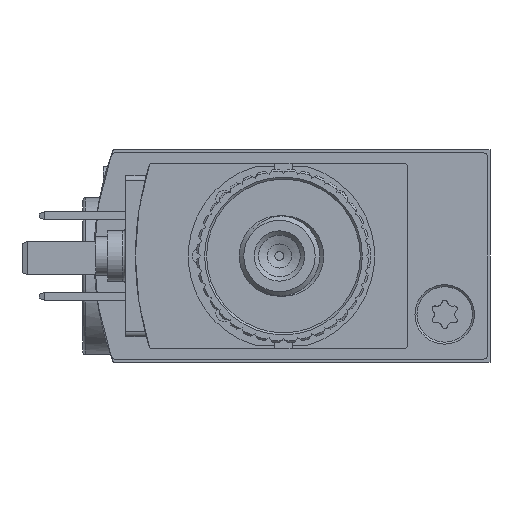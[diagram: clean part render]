
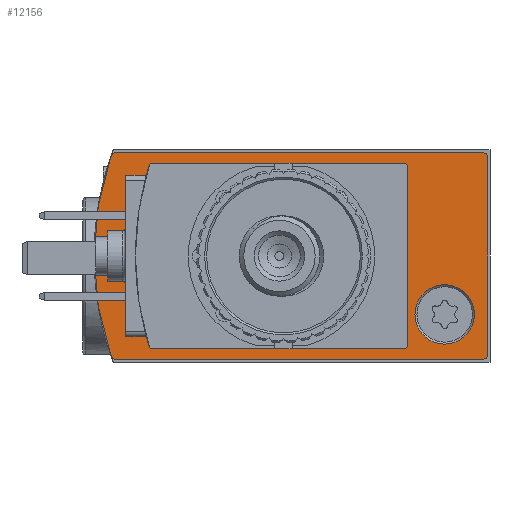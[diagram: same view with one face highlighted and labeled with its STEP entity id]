
A CAD part, left-side view. The second image highlights one B-rep face of the part: STEP entity #12156.
In plain terms, the highlighted planar face has unit normal (-1, 0, 0).
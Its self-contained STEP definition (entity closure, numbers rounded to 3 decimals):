
#825=LINE('',#20734,#1969);
#830=LINE('',#20751,#1974);
#834=LINE('',#20763,#1978);
#1969=VECTOR('',#17052,1000.);
#1974=VECTOR('',#17067,1000.);
#1978=VECTOR('',#17079,1000.);
#3800=ORIENTED_EDGE('',*,*,#6861,.F.);
#3801=ORIENTED_EDGE('',*,*,#6862,.T.);
#3802=ORIENTED_EDGE('',*,*,#6863,.T.);
#3803=ORIENTED_EDGE('',*,*,#6838,.F.);
#3804=ORIENTED_EDGE('',*,*,#6857,.F.);
#3805=ORIENTED_EDGE('',*,*,#6814,.F.);
#3806=ORIENTED_EDGE('',*,*,#6855,.F.);
#3807=ORIENTED_EDGE('',*,*,#6852,.F.);
#3808=ORIENTED_EDGE('',*,*,#6849,.F.);
#3809=ORIENTED_EDGE('',*,*,#6846,.F.);
#3810=ORIENTED_EDGE('',*,*,#6842,.F.);
#6814=EDGE_CURVE('',#8447,#8448,#9470,.T.);
#6838=EDGE_CURVE('',#8471,#8472,#825,.T.);
#6842=EDGE_CURVE('',#8472,#8475,#9479,.T.);
#6846=EDGE_CURVE('',#8475,#8478,#830,.T.);
#6849=EDGE_CURVE('',#8478,#8480,#9482,.T.);
#6852=EDGE_CURVE('',#8480,#8482,#834,.T.);
#6855=EDGE_CURVE('',#8482,#8447,#9484,.T.);
#6857=EDGE_CURVE('',#8448,#8471,#9486,.T.);
#6861=EDGE_CURVE('',#8486,#8486,#9490,.F.);
#6862=EDGE_CURVE('',#8487,#8487,#9491,.T.);
#6863=EDGE_CURVE('',#8488,#8488,#9492,.T.);
#8447=VERTEX_POINT('',#20677);
#8448=VERTEX_POINT('',#20678);
#8471=VERTEX_POINT('',#20735);
#8472=VERTEX_POINT('',#20736);
#8475=VERTEX_POINT('',#20744);
#8478=VERTEX_POINT('',#20752);
#8480=VERTEX_POINT('',#20758);
#8482=VERTEX_POINT('',#20764);
#8486=VERTEX_POINT('',#20781);
#8487=VERTEX_POINT('',#20783);
#8488=VERTEX_POINT('',#20785);
#9470=CIRCLE('',#15111,30.);
#9479=CIRCLE('',#15122,0.5);
#9482=CIRCLE('',#15127,0.5);
#9484=CIRCLE('',#15131,0.5);
#9486=CIRCLE('',#15134,0.5);
#9490=CIRCLE('',#15140,5.);
#9491=CIRCLE('',#15141,2.95);
#9492=CIRCLE('',#15142,2.95);
#10103=EDGE_LOOP('',(#3800));
#10104=EDGE_LOOP('',(#3801));
#10105=EDGE_LOOP('',(#3802));
#10106=EDGE_LOOP('',(#3803,#3804,#3805,#3806,#3807,#3808,#3809,#3810));
#10957=FACE_BOUND('',#10103,.T.);
#10958=FACE_BOUND('',#10104,.T.);
#10959=FACE_BOUND('',#10105,.T.);
#10960=FACE_BOUND('',#10106,.T.);
#11672=PLANE('',#15139);
#12156=ADVANCED_FACE('',(#10957,#10958,#10959,#10960),#11672,.F.);
#15111=AXIS2_PLACEMENT_3D('',#20676,#17020,#17021);
#15122=AXIS2_PLACEMENT_3D('',#20743,#17058,#17059);
#15127=AXIS2_PLACEMENT_3D('',#20757,#17072,#17073);
#15131=AXIS2_PLACEMENT_3D('',#20769,#17084,#17085);
#15134=AXIS2_PLACEMENT_3D('',#20772,#17090,#17091);
#15139=AXIS2_PLACEMENT_3D('',#20779,#17100,#17101);
#15140=AXIS2_PLACEMENT_3D('',#20780,#17102,#17103);
#15141=AXIS2_PLACEMENT_3D('',#20782,#17104,#17105);
#15142=AXIS2_PLACEMENT_3D('',#20784,#17106,#17107);
#17020=DIRECTION('',(1.,0.,0.));
#17021=DIRECTION('',(0.,0.,-1.));
#17052=DIRECTION('',(0.,-1.,0.));
#17058=DIRECTION('',(1.,0.,0.));
#17059=DIRECTION('',(0.,0.,-1.));
#17067=DIRECTION('',(0.,0.,-1.));
#17072=DIRECTION('',(1.,0.,0.));
#17073=DIRECTION('',(0.,0.,-1.));
#17079=DIRECTION('',(0.,1.,0.));
#17084=DIRECTION('',(1.,0.,0.));
#17085=DIRECTION('',(0.,0.,-1.));
#17090=DIRECTION('',(1.,0.,0.));
#17091=DIRECTION('',(0.,0.,-1.));
#17100=DIRECTION('',(1.,0.,0.));
#17101=DIRECTION('',(0.,0.,-1.));
#17102=DIRECTION('',(1.,0.,0.));
#17103=DIRECTION('',(0.,0.,-1.));
#17104=DIRECTION('',(1.,0.,0.));
#17105=DIRECTION('',(0.,0.,-1.));
#17106=DIRECTION('',(1.,0.,0.));
#17107=DIRECTION('',(0.,0.,-1.));
#20676=CARTESIAN_POINT('',(0.,9.3,0.));
#20677=CARTESIAN_POINT('',(0.,37.614,-9.915));
#20678=CARTESIAN_POINT('',(0.,37.614,9.915));
#20734=CARTESIAN_POINT('',(0.,37.142,10.25));
#20735=CARTESIAN_POINT('',(0.,37.142,10.25));
#20736=CARTESIAN_POINT('',(0.,0.7,10.25));
#20743=CARTESIAN_POINT('',(0.,0.7,9.75));
#20744=CARTESIAN_POINT('',(0.,0.2,9.75));
#20751=CARTESIAN_POINT('',(0.,0.2,9.75));
#20752=CARTESIAN_POINT('',(0.,0.2,-9.75));
#20757=CARTESIAN_POINT('',(0.,0.7,-9.75));
#20758=CARTESIAN_POINT('',(0.,0.7,-10.25));
#20763=CARTESIAN_POINT('',(0.,0.7,-10.25));
#20764=CARTESIAN_POINT('',(0.,37.142,-10.25));
#20769=CARTESIAN_POINT('',(0.,37.142,-9.75));
#20772=CARTESIAN_POINT('',(0.,37.142,9.75));
#20779=CARTESIAN_POINT('',(0.,0.7,9.75));
#20780=CARTESIAN_POINT('',(0.,20.9,0.));
#20781=CARTESIAN_POINT('',(0.,20.9,-5.));
#20782=CARTESIAN_POINT('',(0.,31.7,5.8));
#20783=CARTESIAN_POINT('',(0.,31.7,2.85));
#20784=CARTESIAN_POINT('',(0.,4.5,-5.8));
#20785=CARTESIAN_POINT('',(0.,4.5,-8.75));
